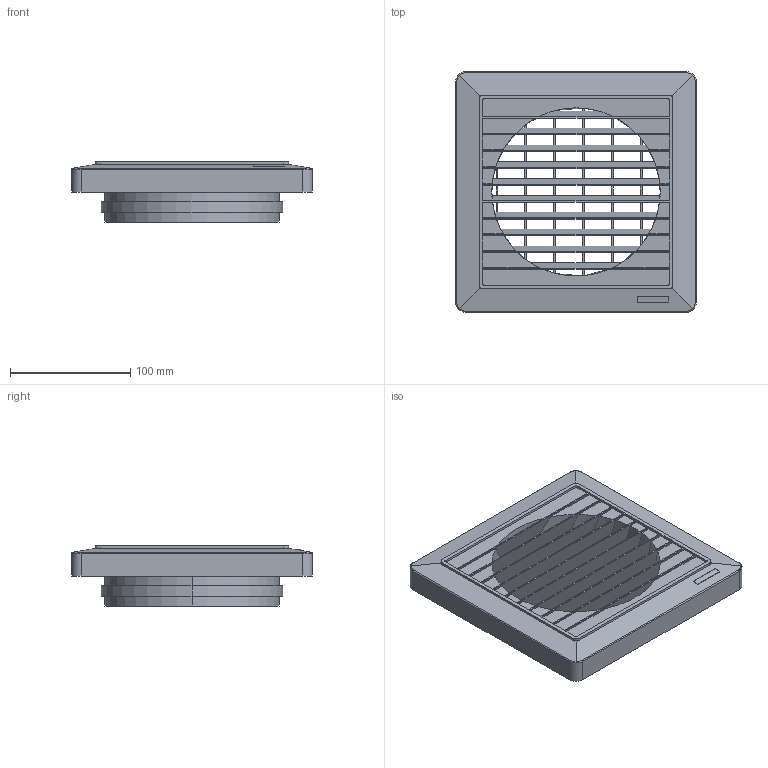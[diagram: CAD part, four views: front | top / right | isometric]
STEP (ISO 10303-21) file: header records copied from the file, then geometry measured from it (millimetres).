
FILE_DESCRIPTION (( 'STEP AP214' ), '1' );
FILE_NAME ('SG15.STEP', '2020-06-03T08:35:06', ( '' ), ( '' ), 'SwSTEP 2.0', 'SolidWorks 2017', '' );
FILE_SCHEMA (( 'AUTOMOTIVE_DESIGN' ));
Length unit declared in the file: millimetre
Products named in the file (1): SG15
Bounding box: 200 x 200 x 50 mm (x, y, z)
Volume: 605373.6 mm3; surface area: 148265.1 mm2
Topology: 1 solids, 1 shells, 176 faces, 520 edges, 340 vertices
Faces by surface type: plane 114, cylinder 54, bspline 8
Entity records: 6280 total; most frequent: CARTESIAN_POINT 1671, ORIENTED_EDGE 1040, DIRECTION 866, EDGE_CURVE 520, VERTEX_POINT 340, VECTOR 312, LINE 312, AXIS2_PLACEMENT_3D 277
